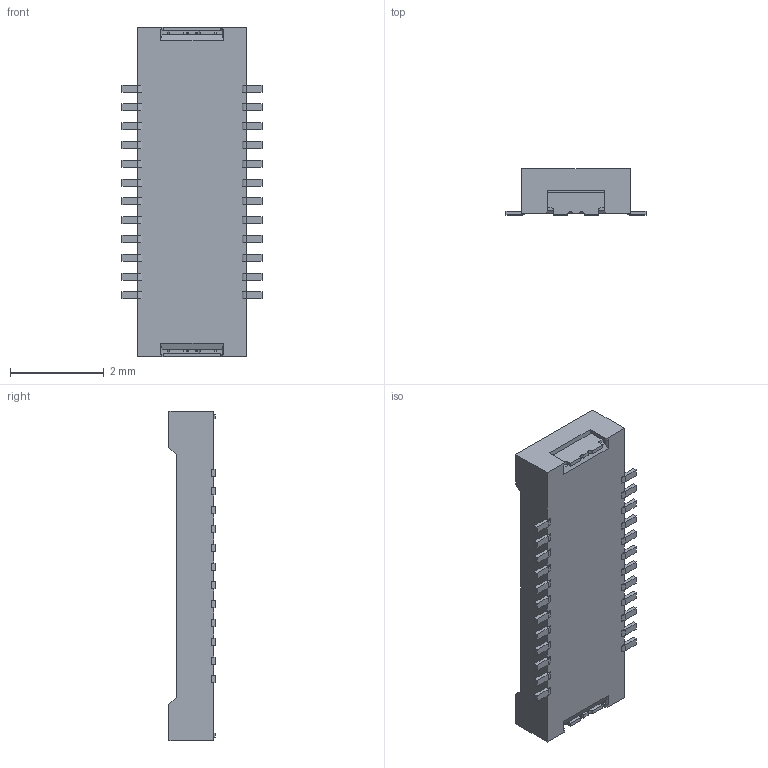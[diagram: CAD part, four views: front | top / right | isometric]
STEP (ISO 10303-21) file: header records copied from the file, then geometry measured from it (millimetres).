
FILE_DESCRIPTION(('CoCreate Modeling STEP Export'),'2;1');
FILE_NAME('DF37B-24DS-0.4V.stp','2011-02-22T 8:19:52',(''),(''),'CoCreate Modeling STEP processor for AP214 (Solid Model)','CoCreate Modeling 17.0 01-Apr-2010 (C) Parametric Technology GmbH','');
FILE_SCHEMA(('AUTOMOTIVE_DESIGN { 1 0 10303 214 1 1 1 1 }'));
Length unit declared in the file: millimetre
Products named in the file (1): DF37B-24DS
Bounding box: 2.98 x 0.98 x 7.02 mm (x, y, z)
Volume: 10.5 mm3; surface area: 69.2 mm2
Topology: 1 solids, 1 shells, 1366 faces, 3588 edges, 2248 vertices
Faces by surface type: plane 934, cylinder 252, cone 96, torus 84
Entity records: 43001 total; most frequent: CARTESIAN_POINT 11532, ORIENTED_EDGE 7176, DIRECTION 5774, EDGE_CURVE 3588, VECTOR 2498, LINE 2498, VERTEX_POINT 2248, AXIS2_PLACEMENT_3D 1638
